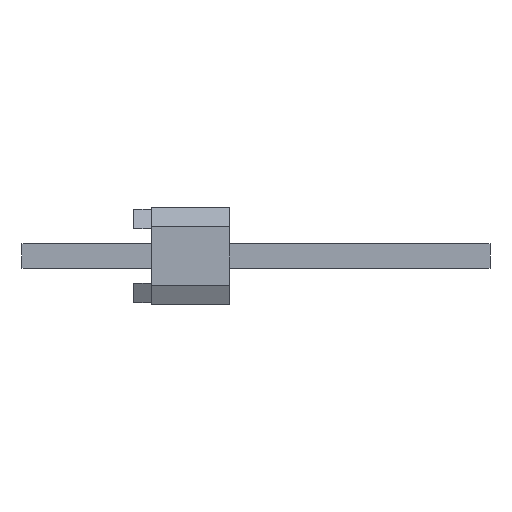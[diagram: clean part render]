
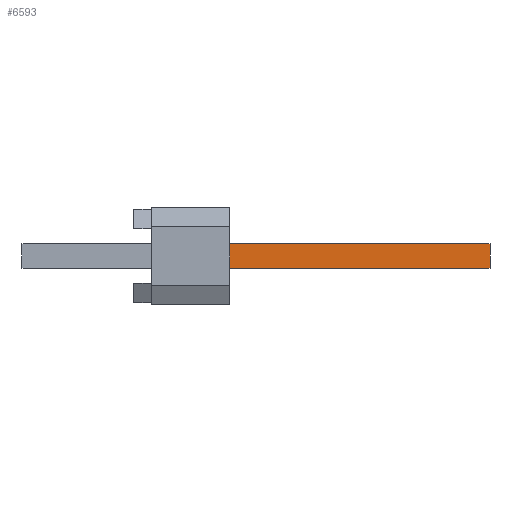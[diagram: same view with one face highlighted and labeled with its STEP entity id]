
A CAD part, left-side view. The second image highlights one B-rep face of the part: STEP entity #6593.
In plain terms, the highlighted planar face has unit normal (-1, 0, 0).
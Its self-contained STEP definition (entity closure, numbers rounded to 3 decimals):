
#102 = ORIENTED_EDGE ( 'NONE', *, *, #6877, .T. ) ;
#103 = ORIENTED_EDGE ( 'NONE', *, *, #5911, .T. ) ;
#104 = ORIENTED_EDGE ( 'NONE', *, *, #5912, .T. ) ;
#105 = ORIENTED_EDGE ( 'NONE', *, *, #5913, .F. ) ;
#318 = EDGE_LOOP ( 'NONE', ( #102, #103, #104, #105 ) ) ;
#1163 = CARTESIAN_POINT ( 'NONE',  ( -7.938, -7.772, 0.318 ) ) ;
#1253 = CARTESIAN_POINT ( 'NONE',  ( -7.938, -7.772, -0.318 ) ) ;
#1263 = CARTESIAN_POINT ( 'NONE',  ( -7.938, -1.016, -0.318 ) ) ;
#2145 = LINE ( 'NONE', #2165, #4518 ) ;
#2161 = LINE ( 'NONE', #2163, #4522 ) ;
#2163 = CARTESIAN_POINT ( 'NONE',  ( -7.938, -1.016, -0.318 ) ) ;
#2164 = DIRECTION ( 'NONE',  ( 0., 0., -1. ) ) ;
#2165 = CARTESIAN_POINT ( 'NONE',  ( -7.938, 0., -0.318 ) ) ;
#2166 = DIRECTION ( 'NONE',  ( 0., -1., 0. ) ) ;
#2167 = LINE ( 'NONE', #2169, #4524 ) ;
#2169 = CARTESIAN_POINT ( 'NONE',  ( -7.938, -7.772, -0.318 ) ) ;
#2170 = DIRECTION ( 'NONE',  ( 0., 0., -1. ) ) ;
#3435 = CARTESIAN_POINT ( 'NONE',  ( -7.938, -1.016, 0.318 ) ) ;
#3714 = PLANE ( 'NONE',  #4010 ) ;
#3720 = FACE_OUTER_BOUND ( 'NONE', #318, .T. ) ;
#3730 = CARTESIAN_POINT ( 'NONE',  ( -7.938, -1.016, -0.318 ) ) ;
#3731 = DIRECTION ( 'NONE',  ( -1., 0., 0. ) ) ;
#3732 = DIRECTION ( 'NONE',  ( 0., 0., 1. ) ) ;
#4010 = AXIS2_PLACEMENT_3D ( 'NONE', #3730, #3731, #3732 ) ;
#4518 = VECTOR ( 'NONE', #2166, 1000. ) ;
#4522 = VECTOR ( 'NONE', #2164, 1000. ) ;
#4524 = VECTOR ( 'NONE', #2170, 1000. ) ;
#4798 = VERTEX_POINT ( 'NONE', #1163 ) ;
#4888 = VERTEX_POINT ( 'NONE', #1253 ) ;
#4898 = VERTEX_POINT ( 'NONE', #1263 ) ;
#5911 = EDGE_CURVE ( 'NONE', #6205, #4898, #2161, .T. ) ;
#5912 = EDGE_CURVE ( 'NONE', #4898, #4888, #2145, .T. ) ;
#5913 = EDGE_CURVE ( 'NONE', #4798, #4888, #2167, .T. ) ;
#6205 = VERTEX_POINT ( 'NONE', #3435 ) ;
#6483 = VECTOR ( 'NONE', #8180, 1000. ) ;
#6593 = ADVANCED_FACE ( 'NONE', ( #3720 ), #3714, .T. ) ;
#6877 = EDGE_CURVE ( 'NONE', #4798, #6205, #7652, .T. ) ;
#7652 = LINE ( 'NONE', #8179, #6483 ) ;
#8179 = CARTESIAN_POINT ( 'NONE',  ( -7.938, -1.016, 0.318 ) ) ;
#8180 = DIRECTION ( 'NONE',  ( 0., 1., 0. ) ) ;
